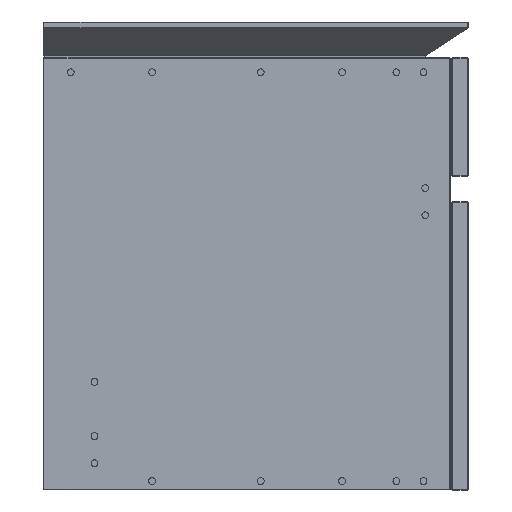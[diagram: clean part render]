
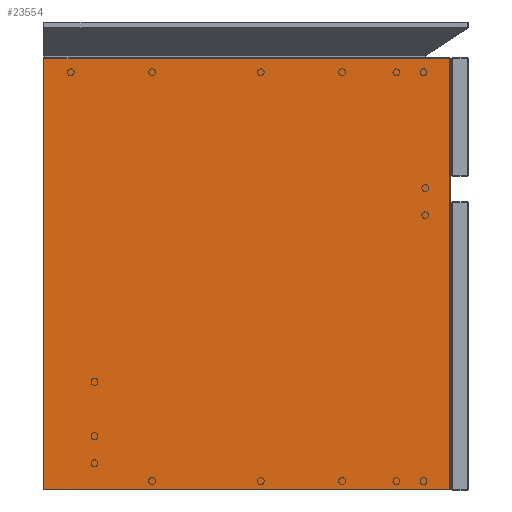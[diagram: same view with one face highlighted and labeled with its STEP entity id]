
A CAD part, left-side view. The second image highlights one B-rep face of the part: STEP entity #23554.
In plain terms, the highlighted planar face has unit normal (-1, 0, 0).
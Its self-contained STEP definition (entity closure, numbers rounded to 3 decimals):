
#23481=CARTESIAN_POINT('',(6250.77,10236.748,-509.2));
#23482=VERTEX_POINT('',#23481);
#23507=CARTESIAN_POINT('',(6250.77,9758.548,-509.2));
#23508=VERTEX_POINT('',#23507);
#23515=CARTESIAN_POINT('',(6250.77,9758.548,-509.2));
#23516=DIRECTION('',(0.0,1.0,0.0));
#23517=VECTOR('',#23516,478.2);
#23518=LINE('',#23515,#23517);
#23519=EDGE_CURVE('',#23508,#23482,#23518,.T.);
#23524=CARTESIAN_POINT('',(6250.77,9997.648,-0.799));
#23525=DIRECTION('',(-1.0,0.0,0.0));
#23526=DIRECTION('',(0.0,0.0,1.0));
#23527=AXIS2_PLACEMENT_3D('',#23524,#23525,#23526);
#23528=PLANE('',#23527);
#23529=ORIENTED_EDGE('',*,*,#23519,.F.);
#23530=CARTESIAN_POINT('',(6250.77,9758.548,-0.8));
#23531=VERTEX_POINT('',#23530);
#23532=CARTESIAN_POINT('',(6250.77,9758.548,-0.8));
#23533=DIRECTION('',(0.0,0.0,-1.0));
#23534=VECTOR('',#23533,508.4);
#23535=LINE('',#23532,#23534);
#23536=EDGE_CURVE('',#23531,#23508,#23535,.T.);
#23537=ORIENTED_EDGE('',*,*,#23536,.F.);
#23538=CARTESIAN_POINT('',(6250.77,10236.748,-0.8));
#23539=VERTEX_POINT('',#23538);
#23540=CARTESIAN_POINT('',(6250.77,10236.748,-0.8));
#23541=DIRECTION('',(0.0,-1.0,0.0));
#23542=VECTOR('',#23541,478.2);
#23543=LINE('',#23540,#23542);
#23544=EDGE_CURVE('',#23539,#23531,#23543,.T.);
#23545=ORIENTED_EDGE('',*,*,#23544,.F.);
#23546=CARTESIAN_POINT('',(6250.77,10236.748,-509.2));
#23547=DIRECTION('',(0.0,0.0,1.0));
#23548=VECTOR('',#23547,508.4);
#23549=LINE('',#23546,#23548);
#23550=EDGE_CURVE('',#23482,#23539,#23549,.T.);
#23551=ORIENTED_EDGE('',*,*,#23550,.F.);
#23552=EDGE_LOOP('',(#23529,#23537,#23545,#23551));
#23553=FACE_OUTER_BOUND('',#23552,.T.);
#23554=ADVANCED_FACE('',(#23553),#23528,.T.);
